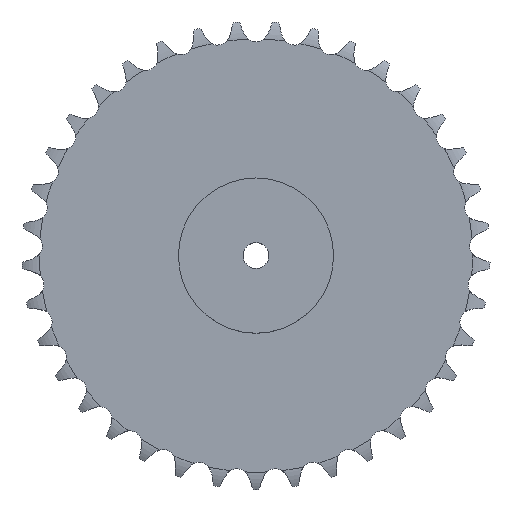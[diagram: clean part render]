
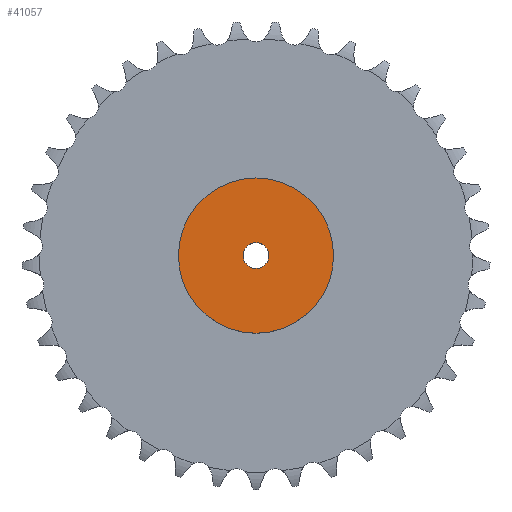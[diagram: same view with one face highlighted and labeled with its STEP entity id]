
A CAD part, top view. The second image highlights one B-rep face of the part: STEP entity #41057.
In plain terms, the highlighted planar face has unit normal (0, 0, 1).
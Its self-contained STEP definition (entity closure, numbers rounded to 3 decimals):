
#4629 = CYLINDRICAL_SURFACE('',#4630,90.);
#4630 = AXIS2_PLACEMENT_3D('',#4631,#4632,#4633);
#4631 = CARTESIAN_POINT('',(0.,0.,0.));
#4632 = DIRECTION('',(-0.,-0.,-1.));
#4633 = DIRECTION('',(1.,0.,0.));
#25972 = VERTEX_POINT('',#25973);
#25973 = CARTESIAN_POINT('',(90.,0.,75.));
#25994 = EDGE_CURVE('',#25972,#25972,#25995,.T.);
#25995 = SURFACE_CURVE('',#25996,(#26001,#26008),.PCURVE_S1.);
#25996 = CIRCLE('',#25997,90.);
#25997 = AXIS2_PLACEMENT_3D('',#25998,#25999,#26000);
#25998 = CARTESIAN_POINT('',(0.,0.,75.));
#25999 = DIRECTION('',(0.,0.,1.));
#26000 = DIRECTION('',(1.,0.,0.));
#26001 = PCURVE('',#4629,#26002);
#26002 = DEFINITIONAL_REPRESENTATION('',(#26003),#26007);
#26003 = LINE('',#26004,#26005);
#26004 = CARTESIAN_POINT('',(-0.,-75.));
#26005 = VECTOR('',#26006,1.);
#26006 = DIRECTION('',(-1.,0.));
#26007 = ( GEOMETRIC_REPRESENTATION_CONTEXT(2) 
PARAMETRIC_REPRESENTATION_CONTEXT() REPRESENTATION_CONTEXT('2D SPACE',''
  ) );
#26008 = PCURVE('',#26009,#26014);
#26009 = PLANE('',#26010);
#26010 = AXIS2_PLACEMENT_3D('',#26011,#26012,#26013);
#26011 = CARTESIAN_POINT('',(0.,0.,75.)
  );
#26012 = DIRECTION('',(0.,0.,1.));
#26013 = DIRECTION('',(1.,0.,0.));
#26014 = DEFINITIONAL_REPRESENTATION('',(#26015),#26019);
#26015 = CIRCLE('',#26016,90.);
#26016 = AXIS2_PLACEMENT_2D('',#26017,#26018);
#26017 = CARTESIAN_POINT('',(0.,0.));
#26018 = DIRECTION('',(1.,0.));
#26019 = ( GEOMETRIC_REPRESENTATION_CONTEXT(2) 
PARAMETRIC_REPRESENTATION_CONTEXT() REPRESENTATION_CONTEXT('2D SPACE',''
  ) );
#34962 = CYLINDRICAL_SURFACE('',#34963,15.);
#34963 = AXIS2_PLACEMENT_3D('',#34964,#34965,#34966);
#34964 = CARTESIAN_POINT('',(0.,0.,811.056));
#34965 = DIRECTION('',(0.,0.,1.));
#34966 = DIRECTION('',(1.,0.,0.));
#41057 = ADVANCED_FACE('',(#41058,#41061),#26009,.T.);
#41058 = FACE_BOUND('',#41059,.T.);
#41059 = EDGE_LOOP('',(#41060));
#41060 = ORIENTED_EDGE('',*,*,#25994,.T.);
#41061 = FACE_BOUND('',#41062,.T.);
#41062 = EDGE_LOOP('',(#41063));
#41063 = ORIENTED_EDGE('',*,*,#41064,.F.);
#41064 = EDGE_CURVE('',#41065,#41065,#41067,.T.);
#41065 = VERTEX_POINT('',#41066);
#41066 = CARTESIAN_POINT('',(15.,0.,75.));
#41067 = SURFACE_CURVE('',#41068,(#41073,#41080),.PCURVE_S1.);
#41068 = CIRCLE('',#41069,15.);
#41069 = AXIS2_PLACEMENT_3D('',#41070,#41071,#41072);
#41070 = CARTESIAN_POINT('',(0.,0.,75.));
#41071 = DIRECTION('',(0.,0.,1.));
#41072 = DIRECTION('',(1.,0.,0.));
#41073 = PCURVE('',#26009,#41074);
#41074 = DEFINITIONAL_REPRESENTATION('',(#41075),#41079);
#41075 = CIRCLE('',#41076,15.);
#41076 = AXIS2_PLACEMENT_2D('',#41077,#41078);
#41077 = CARTESIAN_POINT('',(0.,0.));
#41078 = DIRECTION('',(1.,0.));
#41079 = ( GEOMETRIC_REPRESENTATION_CONTEXT(2) 
PARAMETRIC_REPRESENTATION_CONTEXT() REPRESENTATION_CONTEXT('2D SPACE',''
  ) );
#41080 = PCURVE('',#34962,#41081);
#41081 = DEFINITIONAL_REPRESENTATION('',(#41082),#41086);
#41082 = LINE('',#41083,#41084);
#41083 = CARTESIAN_POINT('',(0.,-736.056));
#41084 = VECTOR('',#41085,1.);
#41085 = DIRECTION('',(1.,0.));
#41086 = ( GEOMETRIC_REPRESENTATION_CONTEXT(2) 
PARAMETRIC_REPRESENTATION_CONTEXT() REPRESENTATION_CONTEXT('2D SPACE',''
  ) );
